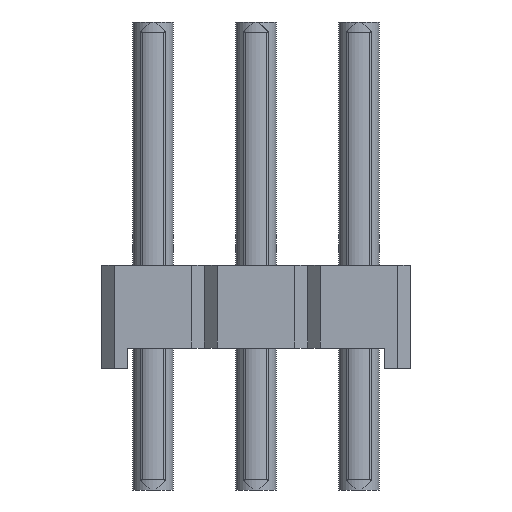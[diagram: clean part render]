
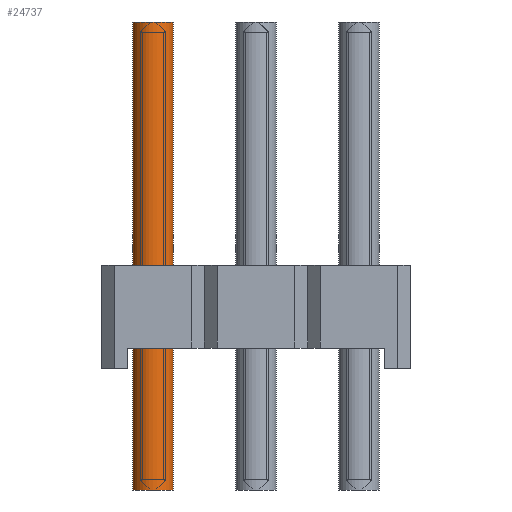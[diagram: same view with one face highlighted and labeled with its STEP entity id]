
A CAD part, left-side view. The second image highlights one B-rep face of the part: STEP entity #24737.
In plain terms, the highlighted cylindrical face has radius 0.5 mm (diameter 1 mm), a full revolution.
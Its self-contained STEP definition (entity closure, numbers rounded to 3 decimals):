
#503=CIRCLE('',#26028,0.5);
#504=CIRCLE('',#26029,0.5);
#1476=CYLINDRICAL_SURFACE('',#26027,0.5);
#2069=ORIENTED_EDGE('',*,*,#9427,.F.);
#2070=ORIENTED_EDGE('',*,*,#9428,.T.);
#9427=EDGE_CURVE('',#13115,#13115,#503,.T.);
#9428=EDGE_CURVE('',#13116,#13116,#504,.T.);
#13115=VERTEX_POINT('',#35836);
#13116=VERTEX_POINT('',#35838);
#21023=EDGE_LOOP('',(#2069));
#21024=EDGE_LOOP('',(#2070));
#22503=FACE_BOUND('',#21023,.T.);
#22504=FACE_BOUND('',#21024,.T.);
#24737=ADVANCED_FACE('',(#22503,#22504),#1476,.F.);
#26027=AXIS2_PLACEMENT_3D('',#35834,#28433,#28434);
#26028=AXIS2_PLACEMENT_3D('',#35835,#28435,#28436);
#26029=AXIS2_PLACEMENT_3D('',#35837,#28437,#28438);
#28433=DIRECTION('',(0.,0.,1.));
#28434=DIRECTION('',(1.,0.,0.));
#28435=DIRECTION('',(0.,0.,-1.));
#28436=DIRECTION('',(1.,0.,0.));
#28437=DIRECTION('',(0.,0.,-1.));
#28438=DIRECTION('',(1.,0.,0.));
#35834=CARTESIAN_POINT('',(0.,0.,0.));
#35835=CARTESIAN_POINT('',(0.,0.,11.54));
#35836=CARTESIAN_POINT('',(0.5,0.,11.54));
#35837=CARTESIAN_POINT('',(0.,0.,0.));
#35838=CARTESIAN_POINT('',(0.5,0.,0.));
